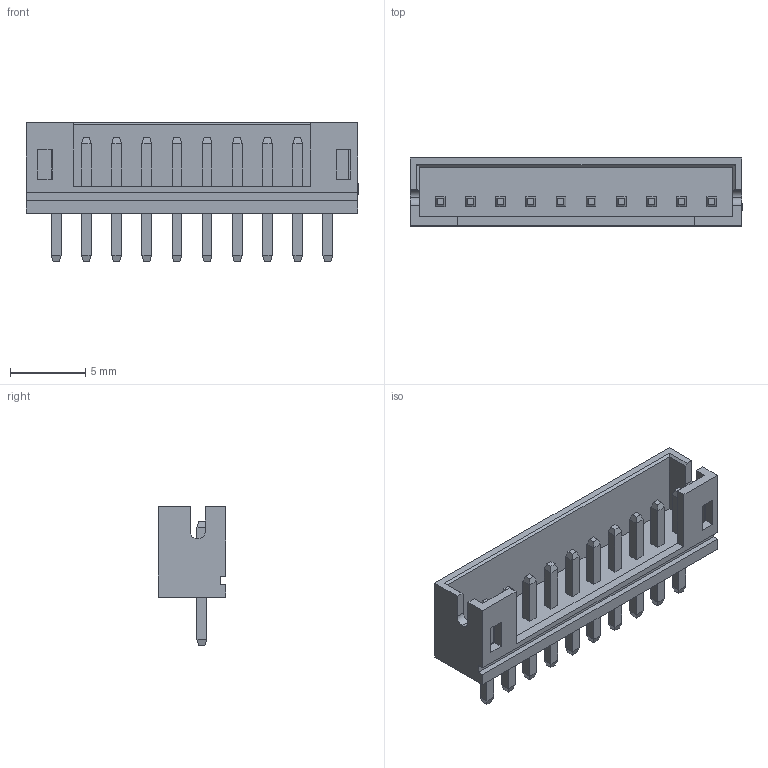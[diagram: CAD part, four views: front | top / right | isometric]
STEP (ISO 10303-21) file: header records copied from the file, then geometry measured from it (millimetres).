
FILE_DESCRIPTION (( 'STEP AP214' ), '1' );
FILE_NAME ('CONN-TH_B10B-PH-K-S-LF-SN.step', '2022-08-05T10:15:38', ( '' ), ( '' ), 'SwSTEP 2.0', 'SolidWorks 2020', '' );
FILE_SCHEMA (( 'AUTOMOTIVE_DESIGN' ));
Length unit declared in the file: millimetre
Products named in the file (1): CONN-TH_B10B-PH-K-S-LF-SN
Bounding box: 22 x 4.5 x 9.2 mm (x, y, z)
Volume: 271.6 mm3; surface area: 770 mm2
Topology: 14 solids, 14 shells, 511 faces, 1292 edges, 832 vertices
Faces by surface type: plane 395, bspline 112, cylinder 4
Entity records: 21381 total; most frequent: CARTESIAN_POINT 4740, ORIENTED_EDGE 2584, DIRECTION 1872, EDGE_CURVE 1292, VECTOR 1056, LINE 1056, VERTEX_POINT 832, EDGE_LOOP 552
